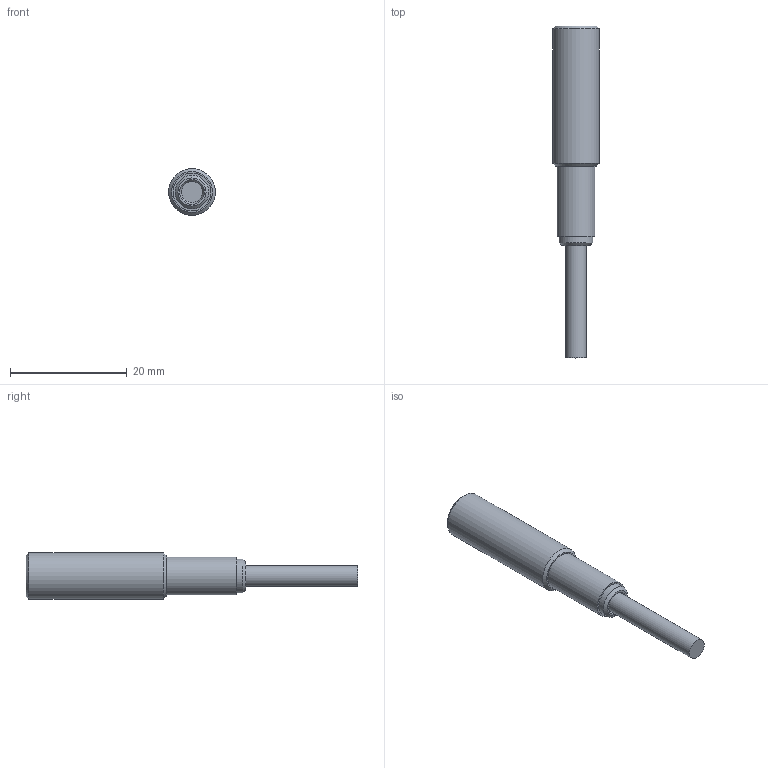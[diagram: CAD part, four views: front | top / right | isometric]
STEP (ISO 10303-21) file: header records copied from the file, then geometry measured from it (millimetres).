
FILE_DESCRIPTION(/* description */ ('','CAx-IF Rec.Pracs.---Representation and Presentation of Product Manufacturing Information (PMI)---4.0---2014-10-13'),/* implementation_level */ '2;1');
FILE_NAME(/* name */ 'KNIM08KM2BG3-2R.stp',/* time_stamp */ '2019-01-11T08:32:15+01:00',/* author */ ('cf'),/* organization */ ('di-soric GmbH & Co. KG'),/* preprocessor_version */ 'ST-DEVELOPER v17.2',/* originating_system */ 'Autodesk Inventor 2019',/* authorisation */ '');
FILE_SCHEMA (('AP242_MANAGED_MODEL_BASED_3D_ENGINEERING_MIM_LF { 1 0 10303 442 1 1 4 }'));
Length unit declared in the file: millimetre
Products named in the file (1): KNIM08KM2BG3-2R
Bounding box: 8 x 56.85 x 8 mm (x, y, z)
Volume: 997 mm3; surface area: 1867.8 mm2
Topology: 1 solids, 2 shells, 37 faces, 88 edges, 63 vertices
Faces by surface type: plane 18, cylinder 11, cone 7, torus 1
Full cylindrical faces by diameter (mm): 3.6 x2, 5.54 x1, 5.6 x2, 5.77 x1, 5.8 x1, 6.5 x1, 8 x1
Entity records: 1210 total; most frequent: DIRECTION 206, CARTESIAN_POINT 204, ORIENTED_EDGE 174, AXIS2_PLACEMENT_3D 88, EDGE_CURVE 87, VERTEX_POINT 62, CIRCLE 50, EDGE_LOOP 45
